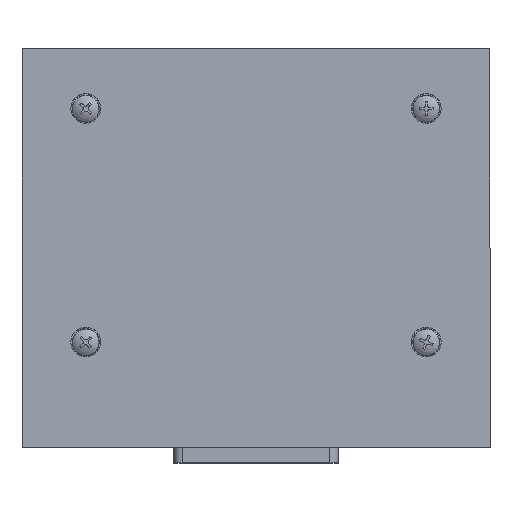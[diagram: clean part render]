
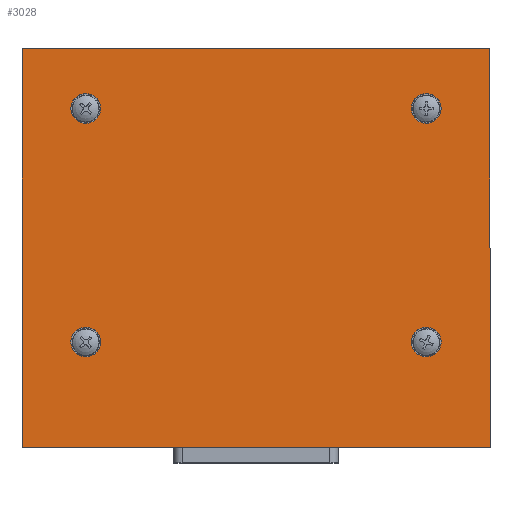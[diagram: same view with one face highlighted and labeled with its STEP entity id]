
A CAD part, top view. The second image highlights one B-rep face of the part: STEP entity #3028.
In plain terms, the highlighted planar face has unit normal (0, 0, 1).
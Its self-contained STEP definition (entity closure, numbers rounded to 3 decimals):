
#204=PLANE('',#3317);
#460=LINE('',#8075,#774);
#512=LINE('',#8216,#826);
#517=LINE('',#8243,#831);
#518=LINE('',#8245,#832);
#774=VECTOR('',#3945,1000.);
#826=VECTOR('',#4081,1000.);
#831=VECTOR('',#4118,1000.);
#832=VECTOR('',#4121,1000.);
#1659=ORIENTED_EDGE('',*,*,#2009,.F.);
#1660=ORIENTED_EDGE('',*,*,#2013,.F.);
#1661=ORIENTED_EDGE('',*,*,#2083,.T.);
#1662=ORIENTED_EDGE('',*,*,#2005,.T.);
#1663=ORIENTED_EDGE('',*,*,#2082,.F.);
#1664=ORIENTED_EDGE('',*,*,#2073,.F.);
#1665=ORIENTED_EDGE('',*,*,#2011,.F.);
#1666=ORIENTED_EDGE('',*,*,#2007,.F.);
#2005=EDGE_CURVE('',#2318,#2317,#460,.T.);
#2007=EDGE_CURVE('',#2319,#2319,#2426,.F.);
#2009=EDGE_CURVE('',#2321,#2321,#2428,.F.);
#2011=EDGE_CURVE('',#2323,#2323,#2430,.F.);
#2013=EDGE_CURVE('',#2325,#2325,#2432,.F.);
#2073=EDGE_CURVE('',#2365,#2366,#512,.T.);
#2082=EDGE_CURVE('',#2366,#2317,#517,.T.);
#2083=EDGE_CURVE('',#2365,#2318,#518,.T.);
#2317=VERTEX_POINT('',#8074);
#2318=VERTEX_POINT('',#8076);
#2319=VERTEX_POINT('',#8080);
#2321=VERTEX_POINT('',#8085);
#2323=VERTEX_POINT('',#8090);
#2325=VERTEX_POINT('',#8095);
#2365=VERTEX_POINT('',#8217);
#2366=VERTEX_POINT('',#8218);
#2426=CIRCLE('',#3259,1.75);
#2428=CIRCLE('',#3262,1.75);
#2430=CIRCLE('',#3265,1.75);
#2432=CIRCLE('',#3268,1.75);
#2639=EDGE_LOOP('',(#1659));
#2640=EDGE_LOOP('',(#1660));
#2641=EDGE_LOOP('',(#1661,#1662,#1663,#1664));
#2642=EDGE_LOOP('',(#1665));
#2643=EDGE_LOOP('',(#1666));
#2837=FACE_BOUND('',#2639,.T.);
#2838=FACE_BOUND('',#2640,.T.);
#2839=FACE_BOUND('',#2641,.T.);
#2840=FACE_BOUND('',#2642,.T.);
#2841=FACE_BOUND('',#2643,.T.);
#3028=ADVANCED_FACE('',(#2837,#2838,#2839,#2840,#2841),#204,.F.);
#3259=AXIS2_PLACEMENT_3D('',#8079,#3949,#3950);
#3262=AXIS2_PLACEMENT_3D('',#8084,#3955,#3956);
#3265=AXIS2_PLACEMENT_3D('',#8089,#3961,#3962);
#3268=AXIS2_PLACEMENT_3D('',#8094,#3967,#3968);
#3317=AXIS2_PLACEMENT_3D('',#8246,#4122,#4123);
#3945=DIRECTION('',(-1.,0.,0.));
#3949=DIRECTION('',(0.,0.,-1.));
#3950=DIRECTION('',(-1.,0.,0.));
#3955=DIRECTION('',(0.,0.,-1.));
#3956=DIRECTION('',(-1.,0.,0.));
#3961=DIRECTION('',(0.,0.,-1.));
#3962=DIRECTION('',(-1.,0.,0.));
#3967=DIRECTION('',(0.,0.,-1.));
#3968=DIRECTION('',(-1.,0.,0.));
#4081=DIRECTION('',(-1.,0.,0.));
#4118=DIRECTION('',(0.,1.,0.));
#4121=DIRECTION('',(0.,1.,0.));
#4122=DIRECTION('',(0.,0.,-1.));
#4123=DIRECTION('',(-1.,0.,0.));
#8074=CARTESIAN_POINT('',(-27.551,22.188,25.));
#8075=CARTESIAN_POINT('',(-27.125,22.188,25.));
#8076=CARTESIAN_POINT('',(27.551,22.188,25.));
#8079=CARTESIAN_POINT('',(20.05,15.188,25.));
#8080=CARTESIAN_POINT('',(18.3,15.188,25.));
#8084=CARTESIAN_POINT('',(20.05,-12.312,25.));
#8085=CARTESIAN_POINT('',(18.3,-12.312,25.));
#8089=CARTESIAN_POINT('',(-20.05,-12.312,25.));
#8090=CARTESIAN_POINT('',(-21.8,-12.312,25.));
#8094=CARTESIAN_POINT('',(-20.05,15.188,25.));
#8095=CARTESIAN_POINT('',(-21.8,15.188,25.));
#8216=CARTESIAN_POINT('',(22.,-24.688,25.));
#8217=CARTESIAN_POINT('',(27.551,-24.688,25.));
#8218=CARTESIAN_POINT('',(-27.551,-24.688,25.));
#8243=CARTESIAN_POINT('',(-27.551,-97.563,25.));
#8245=CARTESIAN_POINT('',(27.551,-97.563,25.));
#8246=CARTESIAN_POINT('',(13.775,-97.563,25.));
